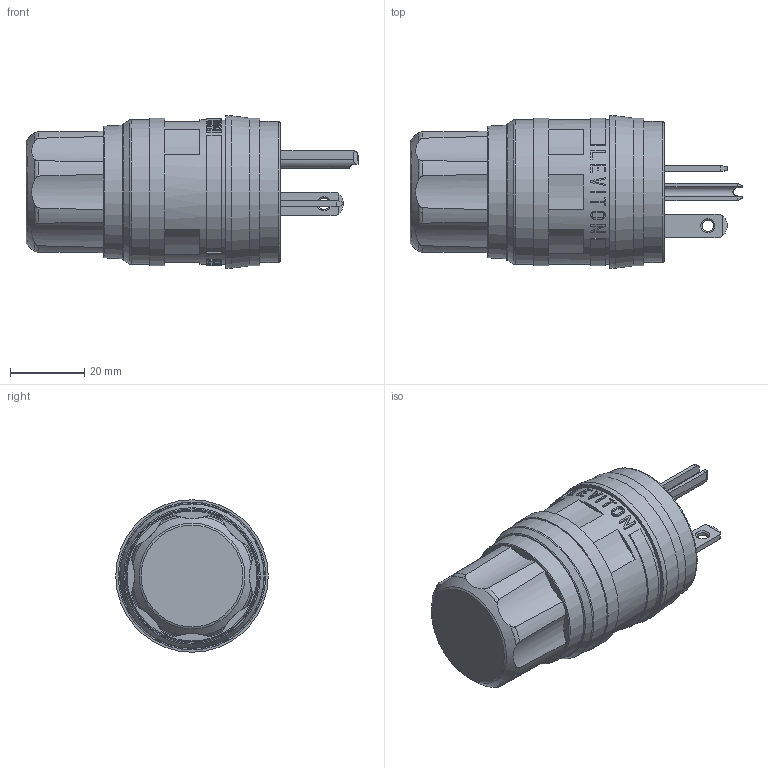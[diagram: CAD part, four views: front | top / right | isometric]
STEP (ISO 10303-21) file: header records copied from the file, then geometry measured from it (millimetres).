
FILE_DESCRIPTION (( 'STEP AP214' ), '1' );
FILE_NAME ('CATSTD-14W33-000-M01.STEP', '2019-10-25T15:40:19', ( '' ), ( '' ), 'SwSTEP 2.0', 'SolidWorks 2017', '' );
FILE_SCHEMA (( 'AUTOMOTIVE_DESIGN' ));
Length unit declared in the file: inch
Products named in the file (2): CATSTD-14W33-000-M01
Bounding box: 89.66 x 41.15 x 41.15 mm (x, y, z)
Volume: 73813 mm3; surface area: 12282.2 mm2
Topology: 1 solids, 1 shells, 890 faces, 2474 edges, 1649 vertices
Faces by surface type: plane 744, cylinder 81, bspline 48, cone 17
Full cylindrical faces by diameter (mm): 3.048 x2, 5.156 x3, 32.918 x1, 38.1 x1, 39.116 x2, 39.878 x2, 41.148 x1
Entity records: 42038 total; most frequent: CARTESIAN_POINT 8962, ORIENTED_EDGE 4862, DIRECTION 4133, EDGE_CURVE 2431, VECTOR 1971, LINE 1971, VERTEX_POINT 1632, AXIS2_PLACEMENT_3D 1081
